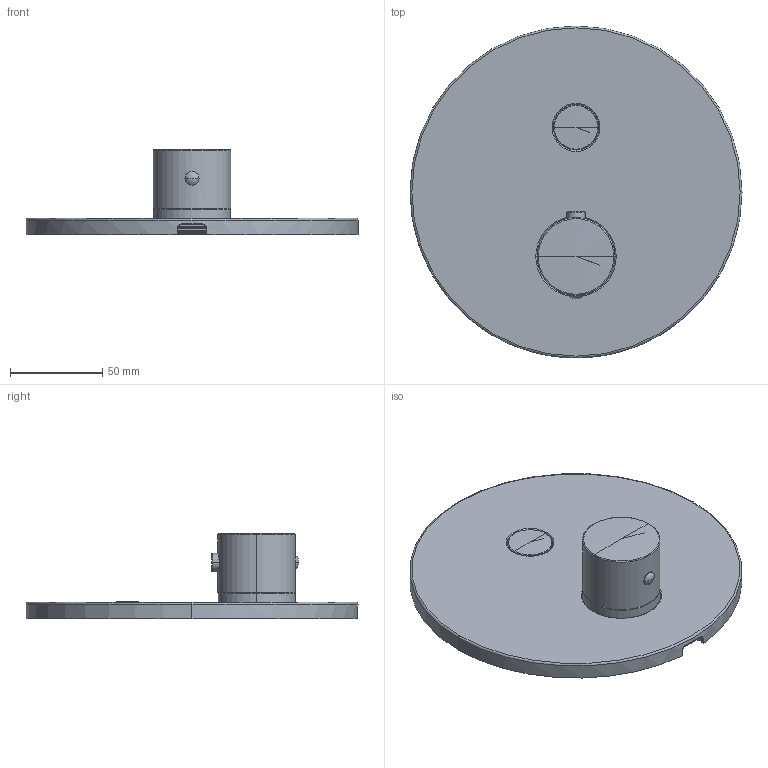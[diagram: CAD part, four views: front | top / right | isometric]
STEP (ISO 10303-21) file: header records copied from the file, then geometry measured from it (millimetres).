
FILE_DESCRIPTION((''),'2;1');
FILE_NAME('CPM013CR','2021-11-08T08:54:46',('ut3'),('PAFFONI SpA'),'CREO PARAMETRIC BY PTC INC, 2020044','CREO PARAMETRIC BY PTC INC, 2020044','');
FILE_SCHEMA(('CONFIG_CONTROL_DESIGN','SHAPE_APPEARANCE_LAYERS_GROUPS'));
Products named in the file (1): CPM013CR
Bounding box: 180 x 180 x 46.47 mm (x, y, z)
Volume: 160526.6 mm3; surface area: 143409.1 mm2
Topology: 6 solids, 6 shells, 1925 faces, 4648 edges, 2757 vertices
Faces by surface type: plane 622, cylinder 578, bspline 226, cone 194, torus 184, sphere 121
Entity records: 83242 total; most frequent: CARTESIAN_POINT 26745, ORIENTED_EDGE 9194, DIRECTION 8968, EDGE_CURVE 4597, AXIS2_PLACEMENT_3D 3484, VERTEX_POINT 2758, EDGE_LOOP 2060, VECTOR 2000
